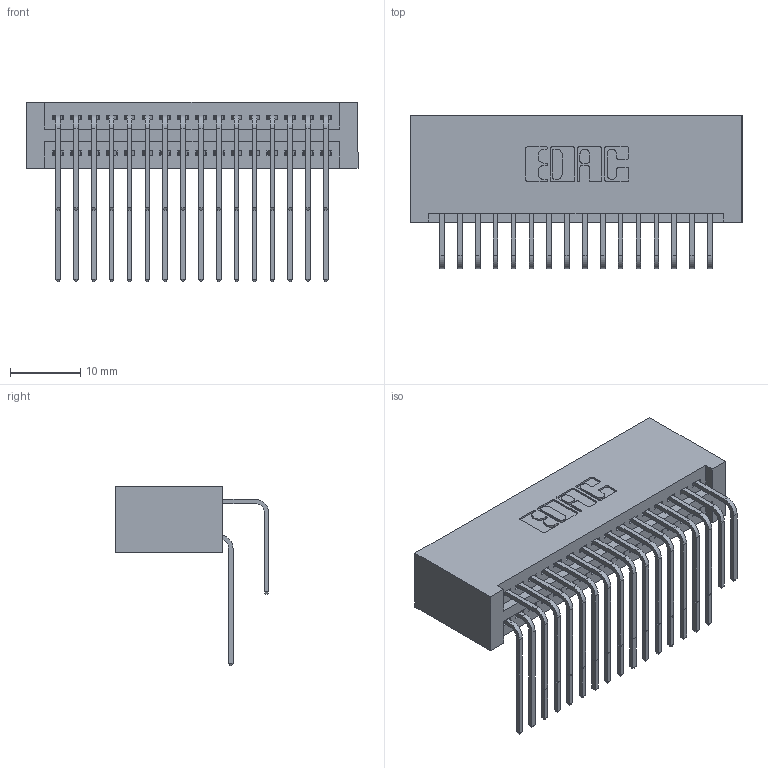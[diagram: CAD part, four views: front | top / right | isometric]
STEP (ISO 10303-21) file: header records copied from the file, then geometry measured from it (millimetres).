
FILE_DESCRIPTION (( 'STEP AP203' ), '1' );
FILE_NAME ('395-032-558-201.STEP', '2018-11-12T23:00:16', ( '' ), ( '' ), 'SwSTEP 2.0', 'SolidWorks 2016', '' );
FILE_SCHEMA (( 'CONFIG_CONTROL_DESIGN' ));
Length unit declared in the file: inch
Products named in the file (4): 345-292-001_558 559 Tail - 1; 395-032-558-201; 345-292-001_558 Tail - 2; 345 Part_No Mounting Lugs
Assembly tree (33 placements, depth 2):
  395-032-558-201
    345 Part_No Mounting Lugs
    345-292-001_558 559 Tail - 1  x16
    345-292-001_558 Tail - 2  x16
Bounding box: 47.24 x 21.83 x 25.53 mm (x, y, z)
Volume: 5148.5 mm3; surface area: 8278.1 mm2
Topology: 33 solids, 33 shells, 1782 faces, 5277 edges, 3474 vertices
Faces by surface type: plane 1196, cylinder 586
Entity records: 17429 total; most frequent: CARTESIAN_POINT 2991, ORIENTED_EDGE 2874, DIRECTION 2637, EDGE_CURVE 1437, VECTOR 1209, LINE 1209, VERTEX_POINT 954, AXIS2_PLACEMENT_3D 714
